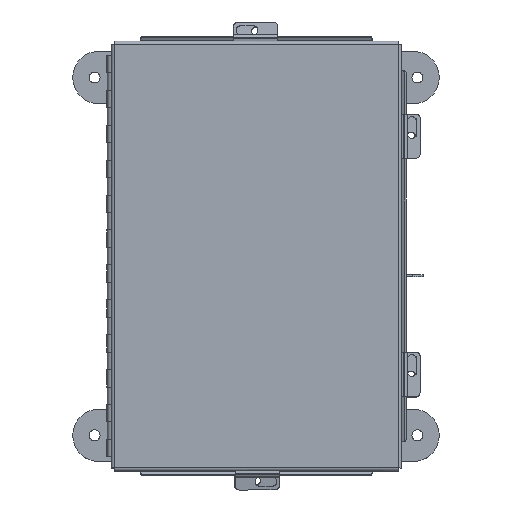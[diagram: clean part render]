
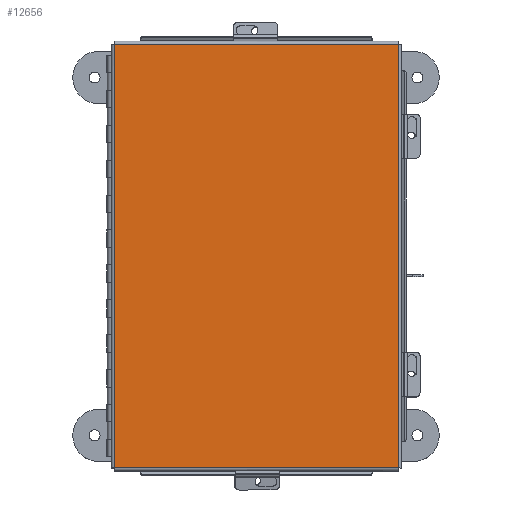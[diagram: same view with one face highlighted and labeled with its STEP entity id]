
A CAD part, top view. The second image highlights one B-rep face of the part: STEP entity #12656.
In plain terms, the highlighted face is planar.
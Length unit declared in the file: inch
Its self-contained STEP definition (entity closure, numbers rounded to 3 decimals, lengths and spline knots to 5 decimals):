
#45 = ORIENTED_EDGE ( 'NONE', *, *, #180, .T. ) ;
#180 = EDGE_CURVE ( 'NONE', #13125, #14660, #13669, .T. ) ;
#1070 = LINE ( 'NONE', #6908, #4327 ) ;
#1332 = CARTESIAN_POINT ( 'NONE',  ( -4.06855, -6.06855, -0.0747 ) ) ;
#2047 = VERTEX_POINT ( 'NONE', #1332 ) ;
#2358 = DIRECTION ( 'NONE',  ( -1., 0., 0. ) ) ;
#3170 = LINE ( 'NONE', #12154, #9278 ) ;
#3290 = CARTESIAN_POINT ( 'NONE',  ( -4.07448, 6.06855, -0.0747 ) ) ;
#3529 = PLANE ( 'NONE',  #12348 ) ;
#3612 = ORIENTED_EDGE ( 'NONE', *, *, #6866, .T. ) ;
#4327 = VECTOR ( 'NONE', #8124, 39.37008 ) ;
#4574 = VECTOR ( 'NONE', #6025, 39.37008 ) ;
#6025 = DIRECTION ( 'NONE',  ( 0., 1., 0. ) ) ;
#6710 = CARTESIAN_POINT ( 'NONE',  ( 4.06855, 6.06855, -0.0747 ) ) ;
#6866 = EDGE_CURVE ( 'NONE', #2047, #13125, #13931, .T. ) ;
#6908 = CARTESIAN_POINT ( 'NONE',  ( 4.07448, -6.06855, -0.0747 ) ) ;
#6933 = CARTESIAN_POINT ( 'NONE',  ( -4.06855, 6.06855, -0.0747 ) ) ;
#7212 = CARTESIAN_POINT ( 'NONE',  ( 0., 0., -0.0747 ) ) ;
#8124 = DIRECTION ( 'NONE',  ( -1., 0., 0. ) ) ;
#8424 = EDGE_CURVE ( 'NONE', #11967, #2047, #1070, .T. ) ;
#8455 = CARTESIAN_POINT ( 'NONE',  ( -4.06855, -6.07448, -0.0747 ) ) ;
#9052 = EDGE_CURVE ( 'NONE', #14660, #11967, #3170, .T. ) ;
#9278 = VECTOR ( 'NONE', #14616, 39.37008 ) ;
#9655 = DIRECTION ( 'NONE',  ( 0., 0., -1. ) ) ;
#9909 = ORIENTED_EDGE ( 'NONE', *, *, #9052, .T. ) ;
#11812 = DIRECTION ( 'NONE',  ( 1., 0., 0. ) ) ;
#11967 = VERTEX_POINT ( 'NONE', #14601 ) ;
#12154 = CARTESIAN_POINT ( 'NONE',  ( 4.06855, 6.07448, -0.0747 ) ) ;
#12348 = AXIS2_PLACEMENT_3D ( 'NONE', #7212, #9655, #2358 ) ;
#12656 = ADVANCED_FACE ( 'NONE', ( #13449 ), #3529, .T. ) ;
#12897 = VECTOR ( 'NONE', #11812, 39.37008 ) ;
#13125 = VERTEX_POINT ( 'NONE', #6933 ) ;
#13322 = EDGE_LOOP ( 'NONE', ( #45, #9909, #13544, #3612 ) ) ;
#13449 = FACE_OUTER_BOUND ( 'NONE', #13322, .T. ) ;
#13544 = ORIENTED_EDGE ( 'NONE', *, *, #8424, .T. ) ;
#13669 = LINE ( 'NONE', #3290, #12897 ) ;
#13931 = LINE ( 'NONE', #8455, #4574 ) ;
#14601 = CARTESIAN_POINT ( 'NONE',  ( 4.06855, -6.06855, -0.0747 ) ) ;
#14616 = DIRECTION ( 'NONE',  ( 0., -1., 0. ) ) ;
#14660 = VERTEX_POINT ( 'NONE', #6710 ) ;
